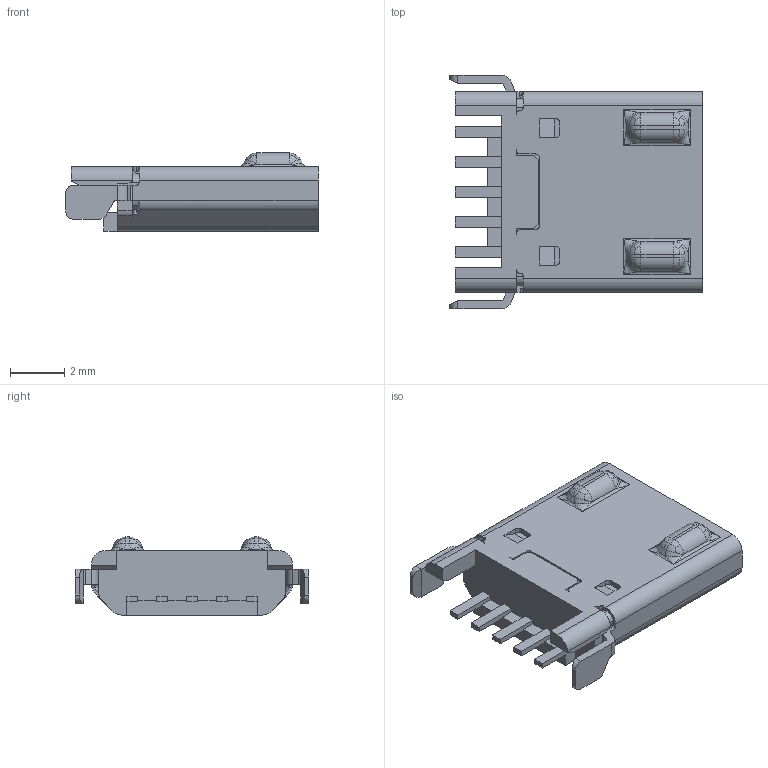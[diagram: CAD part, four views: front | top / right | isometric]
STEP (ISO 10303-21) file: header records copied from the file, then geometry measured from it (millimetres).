
FILE_DESCRIPTION(('CoCreate Modeling STEP Export'),'2;1');
FILE_NAME('010102010-322 转接头直立式1.0外壳弯脚.stp','2017-02-26T15:49:18',(''),(''),'CoCreate Modeling STEP processor for AP214 (Solid Model)','CoCreate Modeling 16.00 13-May-2008 (C) Parametric Technology GmbH','');
FILE_SCHEMA(('AUTOMOTIVE_DESIGN { 1 0 10303 214 1 1 1 1 }'));
Length unit declared in the file: millimetre
Products named in the file (24): CONTACT; MICRO_USB_ASM_3_ASM_8_ASM_2_ASM; 321.stp.1.1; 321.stp; 3.11-micro_usb.stp; BODY; 321.stp.1.1.1; 4.16-1修改.stp.2
Assembly tree (23 placements, depth 5):
  4.16-1修改.stp.2
    321.stp
      CONTACT
        MICRO_USB_ASM_3_ASM_8_ASM_2_ASM
          CONTACT
    321.stp.1.1.1
      CONTACT
        MICRO_USB_ASM_3_ASM_8_ASM_2_ASM
          CONTACT
    BODY
    3.11-micro_usb.stp
      3.11-micro_usb.stp
        MICRO_USB_ASM_3_ASM_8_ASM_2_ASM
          CONTACT
        321.stp
          CONTACT
      MICRO_USB_ASM_3_ASM_8_ASM_2_ASM
        CONTACT
      321.stp
        CONTACT
    321.stp.1.1
      CONTACT
        MICRO_USB_ASM_3_ASM_8_ASM_2_ASM
          CONTACT
Bounding box: 9.3 x 8.6 x 2.88 mm (x, y, z)
Volume: 81.9 mm3; surface area: 423.1 mm2
Topology: 1 solids, 2 shells, 631 faces, 1694 edges, 1061 vertices
Faces by surface type: plane 385, cylinder 133, bspline 89, cone 24
Entity records: 24509 total; most frequent: CARTESIAN_POINT 9104, ORIENTED_EDGE 3376, DIRECTION 2738, EDGE_CURVE 1680, VECTOR 1132, LINE 1132, VERTEX_POINT 1061, AXIS2_PLACEMENT_3D 803
